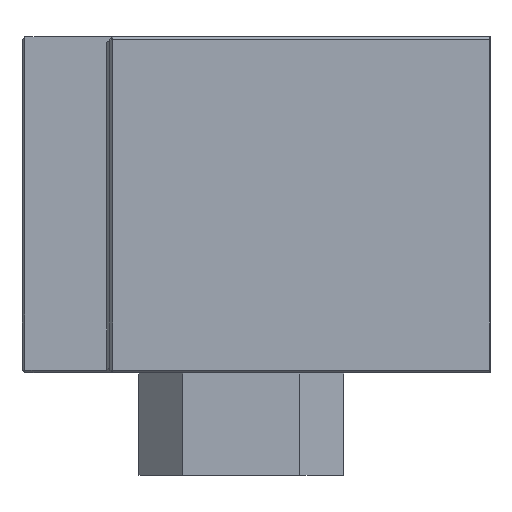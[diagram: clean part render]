
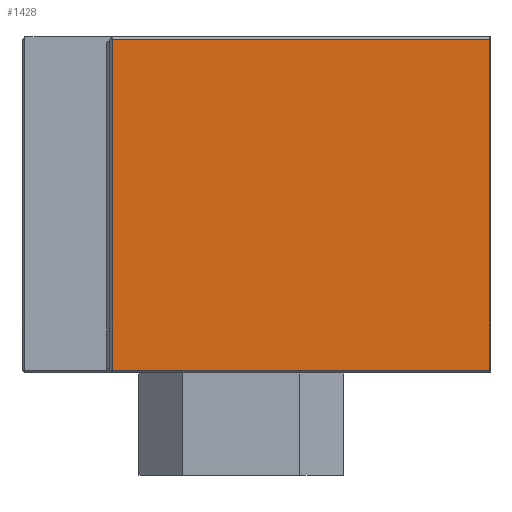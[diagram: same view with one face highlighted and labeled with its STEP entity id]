
A CAD part, left-side view. The second image highlights one B-rep face of the part: STEP entity #1428.
In plain terms, the highlighted planar face has unit normal (-1, 0, 0).
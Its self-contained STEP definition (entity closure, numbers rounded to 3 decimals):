
#1428=ADVANCED_FACE('',(#3118),#3119,.T.);
#3118=FACE_OUTER_BOUND('',#5094,.T.);
#3119=PLANE('',#5095);
#5094=EDGE_LOOP('',(#9412,#9413,#9414,#9415));
#5095=AXIS2_PLACEMENT_3D('',#9416,#9417,#9418);
#9412=ORIENTED_EDGE('',*,*,#13831,.F.);
#9413=ORIENTED_EDGE('',*,*,#13832,.F.);
#9414=ORIENTED_EDGE('',*,*,#13833,.F.);
#9415=ORIENTED_EDGE('',*,*,#13834,.F.);
#9416=CARTESIAN_POINT('',(-26.0,-1.0,0.0));
#9417=DIRECTION('',(-1.0,0.0,0.0));
#9418=DIRECTION('',(0.0,1.0,0.0));
#13831=EDGE_CURVE('',#17280,#17281,#17282,.T.);
#13832=EDGE_CURVE('',#14890,#17280,#17283,.T.);
#13833=EDGE_CURVE('',#17284,#14890,#17285,.T.);
#13834=EDGE_CURVE('',#17281,#17284,#17286,.T.);
#14890=VERTEX_POINT('',#18971);
#17280=VERTEX_POINT('',#24418);
#17281=VERTEX_POINT('',#24419);
#17282=LINE('',#24420,#24421);
#17283=LINE('',#24422,#24423);
#17284=VERTEX_POINT('',#24424);
#17285=LINE('',#24425,#24426);
#17286=LINE('',#24427,#24428);
#18971=CARTESIAN_POINT('',(-26.0,8.8,-22.8));
#24418=CARTESIAN_POINT('',(-26.0,8.8,-0.2));
#24419=CARTESIAN_POINT('',(-26.0,-17.0,-0.2));
#24420=CARTESIAN_POINT('',(-26.0,-1.0,-0.2));
#24421=VECTOR('',#28568,1000.0);
#24422=CARTESIAN_POINT('',(-26.0,8.8,0.0));
#24423=VECTOR('',#28569,1000.0);
#24424=CARTESIAN_POINT('',(-26.0,-17.0,-22.8));
#24425=CARTESIAN_POINT('',(-26.0,-1.0,-22.8));
#24426=VECTOR('',#28570,1000.0);
#24427=CARTESIAN_POINT('',(-26.0,-17.0,0.0));
#24428=VECTOR('',#28571,1000.0);
#28568=DIRECTION('',(0.0,-1.0,0.0));
#28569=DIRECTION('',(0.0,0.0,1.0));
#28570=DIRECTION('',(0.0,1.0,0.0));
#28571=DIRECTION('',(0.0,0.0,-1.0));
